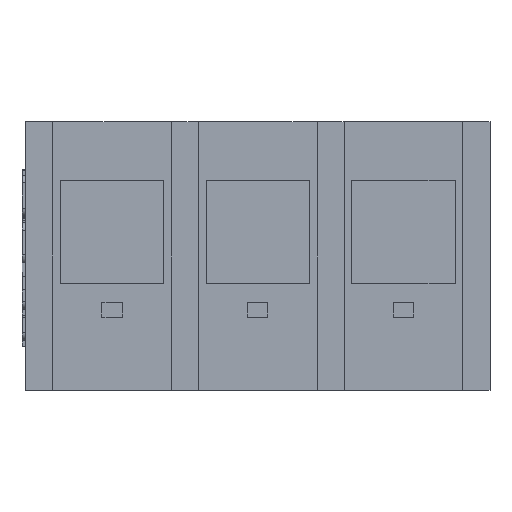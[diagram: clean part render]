
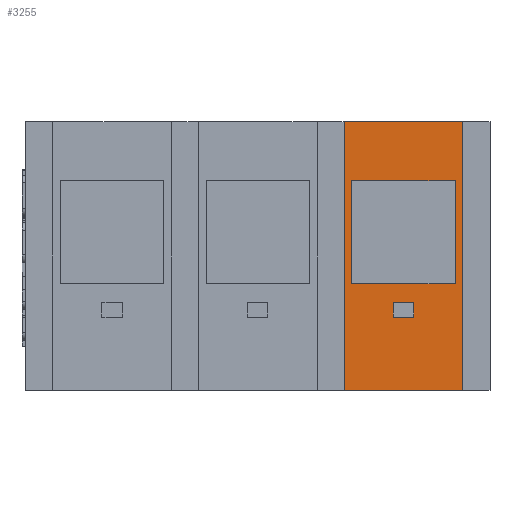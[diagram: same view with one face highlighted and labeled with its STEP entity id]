
A CAD part, front view. The second image highlights one B-rep face of the part: STEP entity #3255.
In plain terms, the highlighted planar face has unit normal (0, -1, 0).
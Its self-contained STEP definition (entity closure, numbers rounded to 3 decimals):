
#58 = ORIENTED_EDGE ( 'NONE', *, *, #5185, .T. ) ;
#135 = VECTOR ( 'NONE', #3265, 1000. ) ;
#285 = VERTEX_POINT ( 'NONE', #3688 ) ;
#382 = CARTESIAN_POINT ( 'NONE',  ( 8.826, -5.334, -10.668 ) ) ;
#603 = LINE ( 'NONE', #2648, #4919 ) ;
#604 = VERTEX_POINT ( 'NONE', #2881 ) ;
#613 = ORIENTED_EDGE ( 'NONE', *, *, #2545, .F. ) ;
#653 = VERTEX_POINT ( 'NONE', #4217 ) ;
#762 = ORIENTED_EDGE ( 'NONE', *, *, #5421, .F. ) ;
#794 = DIRECTION ( 'NONE',  ( 0., 0., -1. ) ) ;
#796 = VECTOR ( 'NONE', #7328, 1000. ) ;
#830 = CARTESIAN_POINT ( 'NONE',  ( 5.334, -5.334, -3.353 ) ) ;
#1003 = LINE ( 'NONE', #7939, #7864 ) ;
#1101 = CARTESIAN_POINT ( 'NONE',  ( 7.684, -5.334, -10.249 ) ) ;
#1179 = AXIS2_PLACEMENT_3D ( 'NONE', #1555, #7856, #7185 ) ;
#1344 = EDGE_LOOP ( 'NONE', ( #613, #6767, #7959, #762 ) ) ;
#1489 = VECTOR ( 'NONE', #7120, 1000. ) ;
#1555 = CARTESIAN_POINT ( 'NONE',  ( 29.667, -5.334, 0. ) ) ;
#1609 = VECTOR ( 'NONE', #5604, 1000. ) ;
#1726 = CARTESIAN_POINT ( 'NONE',  ( 11.176, -5.334, -9.195 ) ) ;
#1744 = VERTEX_POINT ( 'NONE', #830 ) ;
#1746 = CARTESIAN_POINT ( 'NONE',  ( 7.684, -5.334, -11.087 ) ) ;
#1964 = VECTOR ( 'NONE', #794, 1000. ) ;
#2349 = LINE ( 'NONE', #4889, #1609 ) ;
#2437 = VERTEX_POINT ( 'NONE', #7293 ) ;
#2545 = EDGE_CURVE ( 'NONE', #4195, #4915, #8092, .T. ) ;
#2641 = CARTESIAN_POINT ( 'NONE',  ( 11.621, -5.334, -15.24 ) ) ;
#2648 = CARTESIAN_POINT ( 'NONE',  ( 29.667, -5.334, -9.195 ) ) ;
#2662 = CARTESIAN_POINT ( 'NONE',  ( 13.157, -5.334, -15.24 ) ) ;
#2858 = VERTEX_POINT ( 'NONE', #7912 ) ;
#2881 = CARTESIAN_POINT ( 'NONE',  ( 11.176, -5.334, -3.353 ) ) ;
#3025 = LINE ( 'NONE', #4990, #7097 ) ;
#3210 = EDGE_CURVE ( 'NONE', #7656, #2437, #603, .T. ) ;
#3255 = ADVANCED_FACE ( 'NONE', ( #5276, #4720, #3519 ), #4761, .T. ) ;
#3265 = DIRECTION ( 'NONE',  ( 1., 0., 0. ) ) ;
#3304 = ORIENTED_EDGE ( 'NONE', *, *, #6914, .T. ) ;
#3350 = EDGE_CURVE ( 'NONE', #2437, #1744, #4985, .T. ) ;
#3519 = FACE_OUTER_BOUND ( 'NONE', #7553, .T. ) ;
#3645 = VERTEX_POINT ( 'NONE', #7430 ) ;
#3655 = DIRECTION ( 'NONE',  ( -1., 0., 0. ) ) ;
#3688 = CARTESIAN_POINT ( 'NONE',  ( 7.683, -5.334, -10.249 ) ) ;
#3792 = DIRECTION ( 'NONE',  ( 1., 0., 0. ) ) ;
#3997 = EDGE_CURVE ( 'NONE', #653, #285, #4482, .T. ) ;
#4151 = CARTESIAN_POINT ( 'NONE',  ( 8.826, -5.334, -11.087 ) ) ;
#4195 = VERTEX_POINT ( 'NONE', #5355 ) ;
#4217 = CARTESIAN_POINT ( 'NONE',  ( 8.826, -5.334, -10.249 ) ) ;
#4482 = LINE ( 'NONE', #1101, #5465 ) ;
#4557 = VECTOR ( 'NONE', #3792, 1000. ) ;
#4679 = LINE ( 'NONE', #7183, #135 ) ;
#4719 = ORIENTED_EDGE ( 'NONE', *, *, #3210, .T. ) ;
#4720 = FACE_BOUND ( 'NONE', #6965, .T. ) ;
#4761 = PLANE ( 'NONE',  #1179 ) ;
#4801 = DIRECTION ( 'NONE',  ( 0., 0., 1. ) ) ;
#4889 = CARTESIAN_POINT ( 'NONE',  ( 7.683, -5.334, 0. ) ) ;
#4915 = VERTEX_POINT ( 'NONE', #4151 ) ;
#4919 = VECTOR ( 'NONE', #5196, 1000. ) ;
#4985 = LINE ( 'NONE', #5522, #7046 ) ;
#4990 = CARTESIAN_POINT ( 'NONE',  ( 11.176, -5.334, 0. ) ) ;
#5002 = EDGE_CURVE ( 'NONE', #3645, #7121, #5401, .T. ) ;
#5005 = ORIENTED_EDGE ( 'NONE', *, *, #5002, .T. ) ;
#5185 = EDGE_CURVE ( 'NONE', #1744, #604, #4679, .T. ) ;
#5196 = DIRECTION ( 'NONE',  ( -1., 0., 0. ) ) ;
#5276 = FACE_BOUND ( 'NONE', #1344, .T. ) ;
#5335 = EDGE_CURVE ( 'NONE', #7077, #3645, #1003, .T. ) ;
#5355 = CARTESIAN_POINT ( 'NONE',  ( 7.683, -5.334, -11.087 ) ) ;
#5401 = LINE ( 'NONE', #7950, #796 ) ;
#5421 = EDGE_CURVE ( 'NONE', #4915, #653, #7899, .T. ) ;
#5465 = VECTOR ( 'NONE', #3655, 1000. ) ;
#5522 = CARTESIAN_POINT ( 'NONE',  ( 5.334, -5.334, 0. ) ) ;
#5572 = DIRECTION ( 'NONE',  ( 0., 0., -1. ) ) ;
#5604 = DIRECTION ( 'NONE',  ( 0., 0., 1. ) ) ;
#5744 = EDGE_CURVE ( 'NONE', #4195, #285, #2349, .T. ) ;
#6151 = DIRECTION ( 'NONE',  ( 0., 0., 1. ) ) ;
#6161 = ORIENTED_EDGE ( 'NONE', *, *, #5335, .T. ) ;
#6203 = EDGE_CURVE ( 'NONE', #7077, #2858, #7634, .T. ) ;
#6258 = ORIENTED_EDGE ( 'NONE', *, *, #6203, .F. ) ;
#6515 = CARTESIAN_POINT ( 'NONE',  ( 4.89, -5.334, 0. ) ) ;
#6563 = ORIENTED_EDGE ( 'NONE', *, *, #8017, .T. ) ;
#6685 = DIRECTION ( 'NONE',  ( 0., 0., 1. ) ) ;
#6767 = ORIENTED_EDGE ( 'NONE', *, *, #5744, .T. ) ;
#6914 = EDGE_CURVE ( 'NONE', #604, #7656, #3025, .T. ) ;
#6965 = EDGE_LOOP ( 'NONE', ( #4719, #6978, #58, #3304 ) ) ;
#6978 = ORIENTED_EDGE ( 'NONE', *, *, #3350, .T. ) ;
#7046 = VECTOR ( 'NONE', #6151, 1000. ) ;
#7077 = VERTEX_POINT ( 'NONE', #2641 ) ;
#7097 = VECTOR ( 'NONE', #5572, 1000. ) ;
#7120 = DIRECTION ( 'NONE',  ( -1., 0., 0. ) ) ;
#7121 = VERTEX_POINT ( 'NONE', #8053 ) ;
#7181 = LINE ( 'NONE', #6515, #1964 ) ;
#7183 = CARTESIAN_POINT ( 'NONE',  ( 29.667, -5.334, -3.353 ) ) ;
#7185 = DIRECTION ( 'NONE',  ( 0., 0., -1. ) ) ;
#7293 = CARTESIAN_POINT ( 'NONE',  ( 5.334, -5.334, -9.195 ) ) ;
#7328 = DIRECTION ( 'NONE',  ( -1., 0., 0. ) ) ;
#7430 = CARTESIAN_POINT ( 'NONE',  ( 11.62, -5.334, 0. ) ) ;
#7480 = VECTOR ( 'NONE', #4801, 1000. ) ;
#7553 = EDGE_LOOP ( 'NONE', ( #6563, #6258, #6161, #5005 ) ) ;
#7634 = LINE ( 'NONE', #2662, #1489 ) ;
#7656 = VERTEX_POINT ( 'NONE', #1726 ) ;
#7856 = DIRECTION ( 'NONE',  ( 0., -1., 0. ) ) ;
#7864 = VECTOR ( 'NONE', #6685, 1000. ) ;
#7899 = LINE ( 'NONE', #382, #7480 ) ;
#7912 = CARTESIAN_POINT ( 'NONE',  ( 4.889, -5.334, -15.24 ) ) ;
#7939 = CARTESIAN_POINT ( 'NONE',  ( 11.621, -5.334, 0. ) ) ;
#7950 = CARTESIAN_POINT ( 'NONE',  ( 29.667, -5.334, 0. ) ) ;
#7959 = ORIENTED_EDGE ( 'NONE', *, *, #3997, .F. ) ;
#8017 = EDGE_CURVE ( 'NONE', #7121, #2858, #7181, .T. ) ;
#8053 = CARTESIAN_POINT ( 'NONE',  ( 4.889, -5.334, 0. ) ) ;
#8092 = LINE ( 'NONE', #1746, #4557 ) ;
